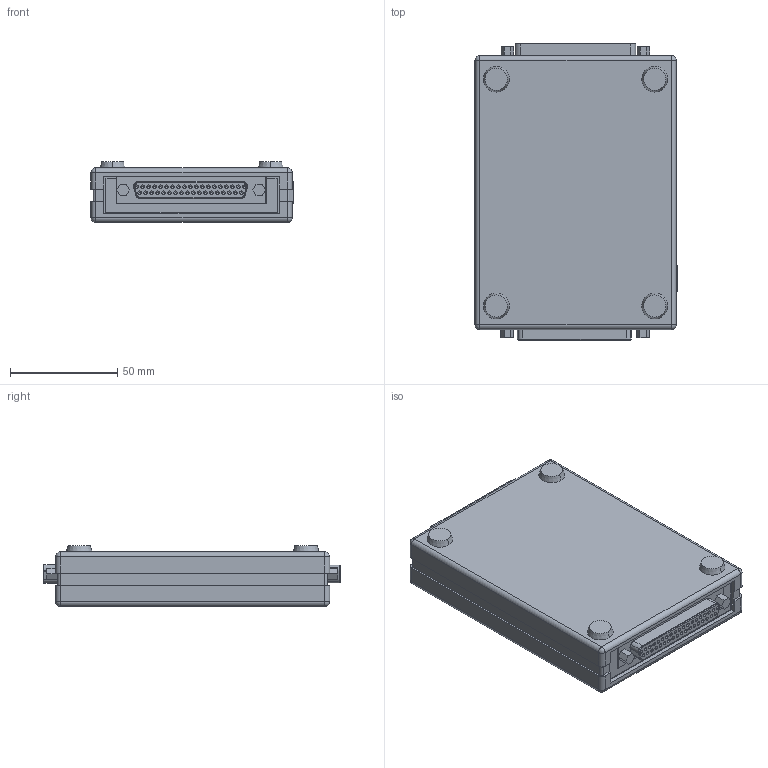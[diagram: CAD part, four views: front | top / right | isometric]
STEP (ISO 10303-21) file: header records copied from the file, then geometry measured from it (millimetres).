
FILE_DESCRIPTION((''),'2;1');
FILE_NAME('E14-440_3D.stp','2021-08-18T16:14:35',(''),(''),'AutoCAD STEP 2000i','AutoCAD 2000i',', , ');
FILE_SCHEMA(('CONFIG_CONTROL_DESIGN'));
Length unit declared in the file: millimetre
Products named in the file (9): 賸恀 E14-440_6; Êðûøêà êîðïóñà KZ19J; Îñíîâàíèå êîðïóñà KZ19J; 狨芶呿; 旽鼯呿; USB-B__; ﾑﾂﾅﾒﾎﾄﾈﾎﾄ; DRB-F; DRB-M
Assembly tree (9 placements, depth 2):
  賸恀 E14-440_6
    Êðûøêà êîðïóñà KZ19J
    Îñíîâàíèå êîðïóñà KZ19J
    狨芶呿  x2
    旽鼯呿
    USB-B__
    ﾑﾂﾅﾒﾎﾄﾈﾎﾄ
    DRB-F
    DRB-M
Bounding box: 94.43 x 138.4 x 28.5 mm (x, y, z)
Volume: 103974.1 mm3; surface area: 106168.4 mm2
Topology: 9 solids, 9 shells, 1115 faces, 2736 edges, 1731 vertices
Faces by surface type: plane 679, cylinder 322, cone 82, sphere 16, torus 10, bspline 6
Entity records: 32179 total; most frequent: CARTESIAN_POINT 5670, DIRECTION 5506, ORIENTED_EDGE 5208, EDGE_CURVE 2604, VECTOR 1896, LINE 1896, AXIS2_PLACEMENT_3D 1805, VERTEX_POINT 1703
